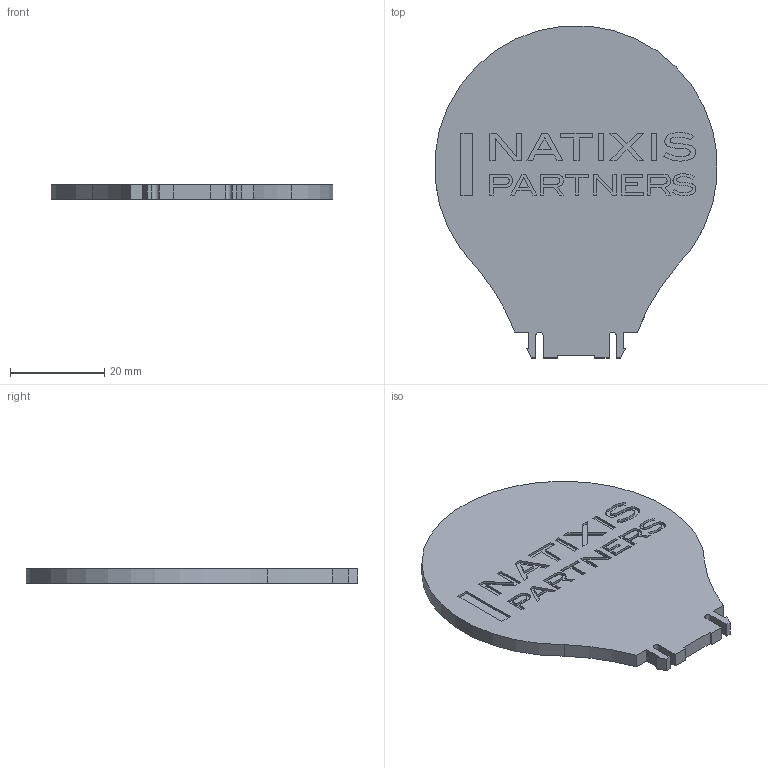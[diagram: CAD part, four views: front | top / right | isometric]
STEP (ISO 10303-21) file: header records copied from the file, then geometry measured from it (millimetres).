
FILE_DESCRIPTION(/* description */ ('STEP AP242','CAx-IF Rec.Pracs.---Representation and Presentation of Product Manufacturing Information (PMI)---4.0---2014-10-13','CAx-IF Rec.Pracs.---3D Tessellated Geometry---0.4---2014-09-14','2;1'),/* implementation_level */ '2;1');
FILE_NAME(/* name */ '6412ee7a4c42d335e5a69a9c',/* time_stamp */ '2023-03-16T10:24:59+00:00',/* author */ (''),/* organization */ (''),/* preprocessor_version */ 'ST-DEVELOPER v18.102',/* originating_system */ ' ',/* authorisation */ ' ');
FILE_SCHEMA (('AP242_MANAGED_MODEL_BASED_3D_ENGINEERING_MIM_LF { 1 0 10303 442 1 1 4 }'));
Length unit declared in the file: metre
Products named in the file (1): Part 1
Bounding box: 59.78 x 70.39 x 3 mm (x, y, z)
Volume: 9248.8 mm3; surface area: 7158.6 mm2
Topology: 1 solids, 1 shells, 235 faces, 636 edges, 424 vertices
Faces by surface type: plane 170, cylinder 65
Entity records: 7382 total; most frequent: CARTESIAN_POINT 1296, ORIENTED_EDGE 1272, DIRECTION 1238, EDGE_CURVE 636, LINE 506, VECTOR 506, VERTEX_POINT 424, AXIS2_PLACEMENT_3D 366
